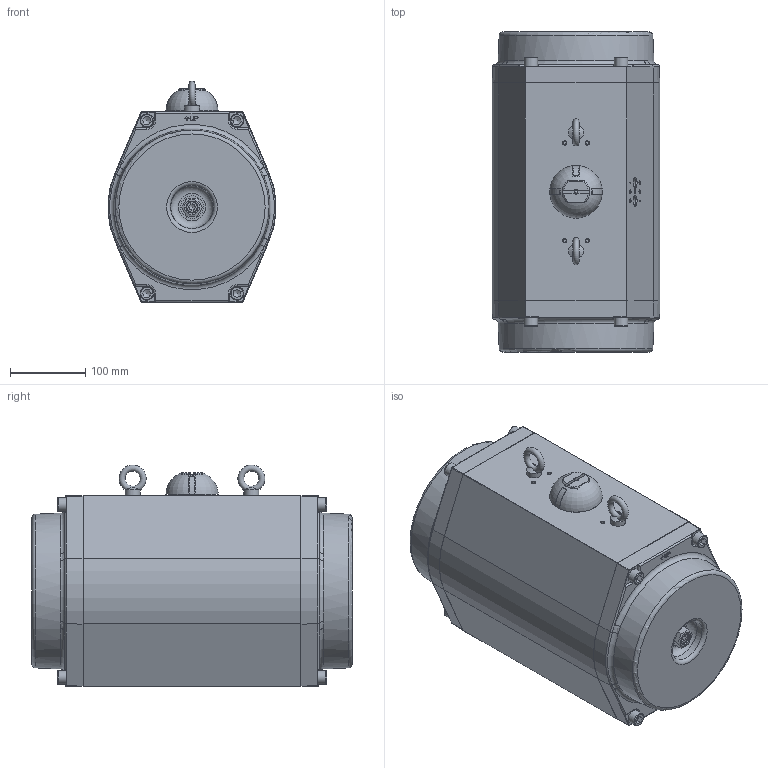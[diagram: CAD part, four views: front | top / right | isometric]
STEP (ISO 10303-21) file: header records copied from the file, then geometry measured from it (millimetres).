
FILE_DESCRIPTION(/* description */ ('Unknown'),/* implementation_level */ '2;1');
FILE_NAME(/* name */ 'GTA-190X90',/* time_stamp */ '2018-10-01T11:18:19+02:00',/* author */ ('Unknown'),/* organization */ ('Unknown'),/* preprocessor_version */ 'ST-DEVELOPER v16.7',/* originating_system */ 'DEX',/* authorisation */ $);
FILE_SCHEMA (('AUTOMOTIVE_DESIGN {1 0 10303 214 3 1 1}'));
Length unit declared in the file: millimetre
Products named in the file (1): GTA-190X90
Bounding box: 223.28 x 426 x 294.99 mm (x, y, z)
Surface area: 504259.5 mm2 (no closed solid volume)
Topology: 0 solids, 35 shells, 400 faces, 1246 edges, 862 vertices
Faces by surface type: plane 170, cylinder 107, cone 70, torus 43, bspline 10
Full cylindrical faces by diameter (mm): 4.134 x9, 8.5 x1, 9 x1, 11.445 x2, 13.835 x6, 16 x1, 18 x8, 20 x2, 30 x2, 36 x1, 39.5 x1, 49 x1, 60 x1, 66.3 x1
Entity records: 15011 total; most frequent: CARTESIAN_POINT 4525, DIRECTION 2089, ORIENTED_EDGE 1806, EDGE_CURVE 1094, VERTEX_POINT 824, AXIS2_PLACEMENT_3D 795, FACE_BOUND 569, EDGE_LOOP 553
